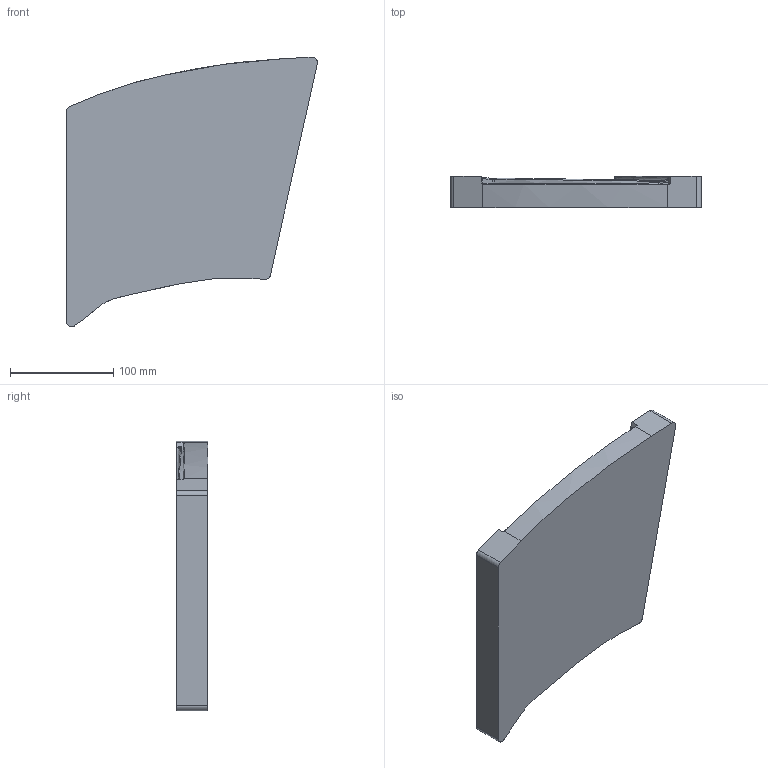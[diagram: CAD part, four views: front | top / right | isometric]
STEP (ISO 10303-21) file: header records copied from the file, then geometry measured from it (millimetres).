
FILE_DESCRIPTION (( 'STEP AP214' ), '1' );
FILE_NAME ('Mold1_mirror.STEP', '2021-03-17T17:40:23', ( '' ), ( '' ), 'SwSTEP 2.0', 'SolidWorks 2018', '' );
FILE_SCHEMA (( 'AUTOMOTIVE_DESIGN' ));
Length unit declared in the file: millimetre
Products named in the file (1): Mold1_mirror
Bounding box: 242.76 x 30 x 260.75 mm (x, y, z)
Volume: 1266732.8 mm3; surface area: 118580.4 mm2
Topology: 1 solids, 1 shells, 95 faces, 230 edges, 136 vertices
Faces by surface type: cylinder 34, bspline 27, plane 24, sphere 6, torus 4
Entity records: 4067 total; most frequent: CARTESIAN_POINT 2031, ORIENTED_EDGE 450, DIRECTION 380, EDGE_CURVE 225, AXIS2_PLACEMENT_3D 149, VERTEX_POINT 136, EDGE_LOOP 99, FACE_OUTER_BOUND 95
